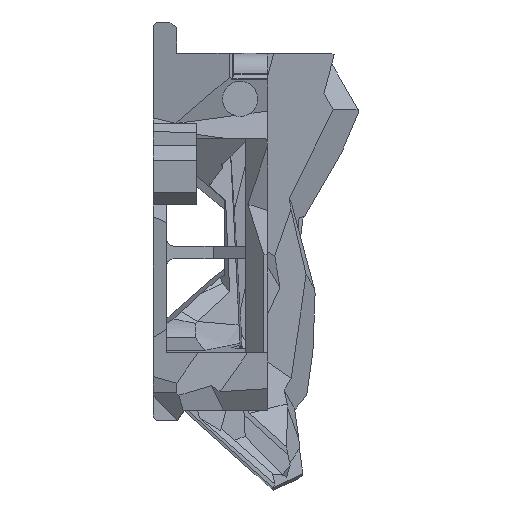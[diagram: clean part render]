
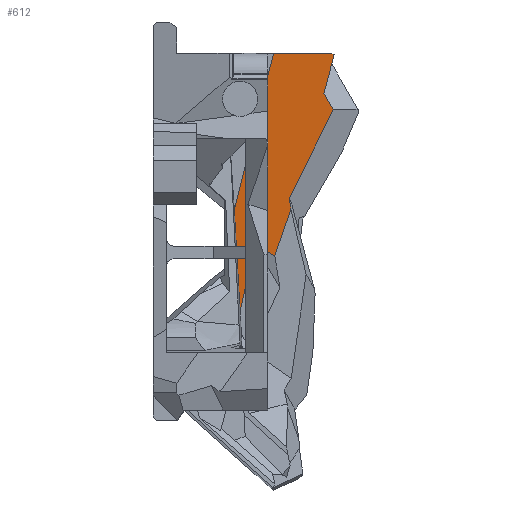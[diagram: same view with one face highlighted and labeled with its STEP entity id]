
A CAD part, left-side view. The second image highlights one B-rep face of the part: STEP entity #612.
In plain terms, the highlighted planar face has unit normal (-0.997, 0.052, -0.056).
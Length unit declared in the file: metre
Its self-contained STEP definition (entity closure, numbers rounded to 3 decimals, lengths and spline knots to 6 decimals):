
#612=ADVANCED_FACE('4:24698',(#1855),#1856,.F.);
#1855=FACE_OUTER_BOUND('',#3526,.T.);
#1856=PLANE('',#3527);
#3526=EDGE_LOOP('',(#8692,#8693,#8694,#8695,#8696,#8697,#8698,#8699,#8700,#8701,#8702));
#3527=AXIS2_PLACEMENT_3D('',#8703,#8704,#8705);
#8692=ORIENTED_EDGE('',*,*,#10953,.F.);
#8693=ORIENTED_EDGE('',*,*,#10951,.F.);
#8694=ORIENTED_EDGE('',*,*,#10949,.T.);
#8695=ORIENTED_EDGE('',*,*,#10947,.F.);
#8696=ORIENTED_EDGE('',*,*,#10945,.F.);
#8697=ORIENTED_EDGE('',*,*,#10942,.F.);
#8698=ORIENTED_EDGE('',*,*,#10940,.F.);
#8699=ORIENTED_EDGE('',*,*,#10938,.F.);
#8700=ORIENTED_EDGE('',*,*,#11112,.T.);
#8701=ORIENTED_EDGE('',*,*,#9721,.F.);
#8702=ORIENTED_EDGE('',*,*,#11113,.F.);
#8703=CARTESIAN_POINT('',(0.025873,-0.003598,0.050688));
#8704=DIRECTION('',(0.997,-0.052,0.056));
#8705=DIRECTION('',(0.,-0.731,-0.682));
#9721=EDGE_CURVE('4:25214',#11909,#11911,#11912,.T.);
#10938=EDGE_CURVE('4:29675',#13874,#13876,#13877,.T.);
#10940=EDGE_CURVE('4:29681',#13876,#13879,#13880,.T.);
#10942=EDGE_CURVE('4:29687',#13879,#13882,#13883,.T.);
#10945=EDGE_CURVE('4:29696',#13882,#13885,#13887,.T.);
#10947=EDGE_CURVE('4:29702',#13885,#13890,#13891,.T.);
#10949=EDGE_CURVE('4:29708',#13893,#13890,#13894,.T.);
#10951=EDGE_CURVE('4:29714',#13893,#13896,#13897,.T.);
#10953=EDGE_CURVE('4:29720',#13896,#13899,#13900,.T.);
#11112=EDGE_CURVE('4:30236',#13874,#11911,#14160,.T.);
#11113=EDGE_CURVE('4:30239',#13899,#11909,#14161,.T.);
#11909=VERTEX_POINT('NONE',#15776);
#11911=VERTEX_POINT('NONE',#15779);
#11912=LINE('',#15780,#15781);
#13874=VERTEX_POINT('NONE',#19484);
#13876=VERTEX_POINT('NONE',#19487);
#13877=LINE('',#19488,#19489);
#13879=VERTEX_POINT('NONE',#19492);
#13880=LINE('',#19493,#19494);
#13882=VERTEX_POINT('NONE',#19497);
#13883=LINE('',#19498,#19499);
#13885=VERTEX_POINT('NONE',#19502);
#13887=LINE('',#19505,#19506);
#13890=VERTEX_POINT('NONE',#19510);
#13891=LINE('',#19511,#19512);
#13893=VERTEX_POINT('NONE',#19515);
#13894=LINE('',#19516,#19517);
#13896=VERTEX_POINT('NONE',#19520);
#13897=LINE('',#19521,#19522);
#13899=VERTEX_POINT('NONE',#19525);
#13900=LINE('',#19526,#19527);
#14160=LINE('',#20047,#20048);
#14161=LINE('',#20049,#20050);
#15776=CARTESIAN_POINT('',(0.025415,-0.000765,0.0615));
#15779=CARTESIAN_POINT('',(0.025026,-0.0082,0.0615));
#15780=CARTESIAN_POINT('',(0.02525,-0.003924,0.0615));
#15781=VECTOR('',#20733,1.0);
#19484=CARTESIAN_POINT('',(0.02502,-0.008507,0.061327));
#19487=CARTESIAN_POINT('',(0.025366,-0.007182,0.056382));
#19488=CARTESIAN_POINT('',(0.025152,-0.008001,0.059438));
#19489=VECTOR('',#22054,1.0);
#19492=CARTESIAN_POINT('',(0.02542,-0.008389,0.054301));
#19493=CARTESIAN_POINT('',(0.025358,-0.006998,0.056699));
#19494=VECTOR('',#22056,1.0);
#19497=CARTESIAN_POINT('',(0.026346,-0.00278,0.043009));
#19498=CARTESIAN_POINT('',(0.025515,-0.007812,0.05314));
#19499=VECTOR('',#22058,1.0);
#19502=CARTESIAN_POINT('',(0.026413,-0.002979,0.041635));
#19505=CARTESIAN_POINT('',(0.025718,-0.000901,0.055972));
#19506=VECTOR('',#22061,1.0);
#19510=CARTESIAN_POINT('',(0.026854,-0.000924,0.035684));
#19511=CARTESIAN_POINT('',(0.026431,-0.002894,0.041387));
#19512=VECTOR('',#22063,1.0);
#19515=CARTESIAN_POINT('',(0.02691,0.001647,0.037089));
#19516=CARTESIAN_POINT('',(0.026874,-0.000029,0.036173));
#19517=VECTOR('',#22065,1.0);
#19520=CARTESIAN_POINT('',(0.027487,0.003497,0.028515));
#19521=CARTESIAN_POINT('',(0.02664,0.000783,0.041095));
#19522=VECTOR('',#22067,1.0);
#19525=CARTESIAN_POINT('',(0.026792,0.004243,0.04161));
#19526=CARTESIAN_POINT('',(0.027635,0.003338,0.025731));
#19527=VECTOR('',#22069,1.0);
#20047=CARTESIAN_POINT('',(0.024901,-0.014261,0.05809));
#20048=VECTOR('',#22219,1.0);
#20049=CARTESIAN_POINT('',(0.025802,0.000643,0.055908));
#20050=VECTOR('',#22220,1.0);
#20733=DIRECTION('',(-0.052,-0.999,0.));
#22054=DIRECTION('',(0.068,0.258,-0.964));
#22056=DIRECTION('',(0.022,-0.502,-0.865));
#22058=DIRECTION('',(0.073,0.444,-0.893));
#22061=DIRECTION('',(0.048,-0.143,-0.989));
#22063=DIRECTION('',(0.07,0.326,-0.943));
#22065=DIRECTION('',(-0.019,-0.877,-0.48));
#22067=DIRECTION('',(0.066,0.21,-0.975));
#22069=DIRECTION('',(-0.053,0.057,0.997));
#22219=DIRECTION('',(0.018,0.871,0.49));
#22220=DIRECTION('',(-0.067,-0.244,0.968));
